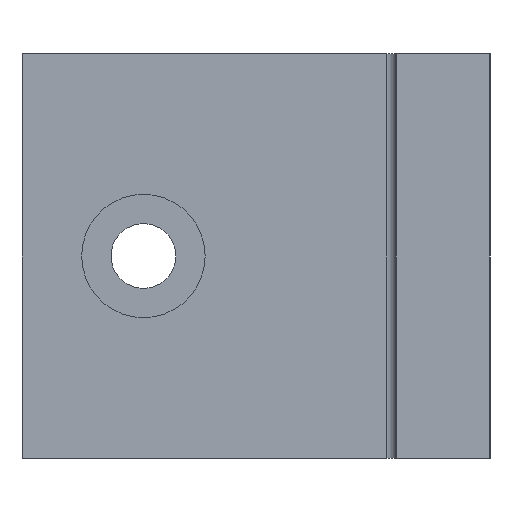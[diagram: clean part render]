
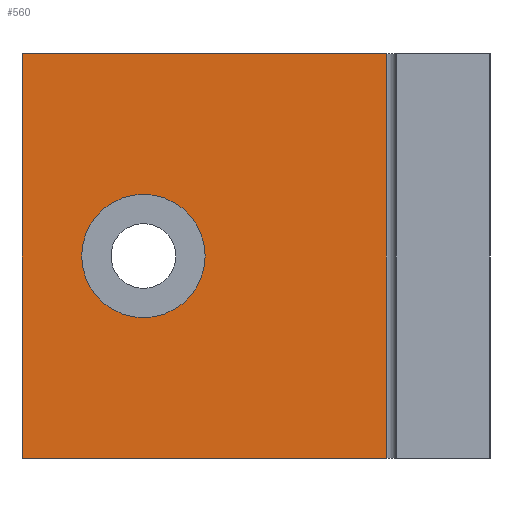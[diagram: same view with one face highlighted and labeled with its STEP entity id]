
A CAD part, left-side view. The second image highlights one B-rep face of the part: STEP entity #560.
In plain terms, the highlighted planar face has unit normal (-1, 0, 0).
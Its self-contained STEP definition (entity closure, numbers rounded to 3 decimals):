
#15=FACE_BOUND('',#81,.T.);
#26=PLANE('',#607);
#49=FACE_OUTER_BOUND('',#80,.T.);
#80=EDGE_LOOP('',(#396,#397,#398,#399));
#81=EDGE_LOOP('',(#400));
#121=LINE('',#822,#181);
#123=LINE('',#828,#183);
#124=LINE('',#830,#184);
#125=LINE('',#831,#185);
#181=VECTOR('',#660,10.);
#183=VECTOR('',#666,10.);
#184=VECTOR('',#667,10.);
#185=VECTOR('',#668,10.);
#243=CIRCLE('',#608,3.05);
#261=VERTEX_POINT('',#819);
#262=VERTEX_POINT('',#821);
#264=VERTEX_POINT('',#827);
#265=VERTEX_POINT('',#829);
#266=VERTEX_POINT('',#832);
#314=EDGE_CURVE('',#261,#262,#121,.T.);
#317=EDGE_CURVE('',#264,#261,#123,.T.);
#318=EDGE_CURVE('',#265,#264,#124,.T.);
#319=EDGE_CURVE('',#262,#265,#125,.T.);
#320=EDGE_CURVE('',#266,#266,#243,.T.);
#396=ORIENTED_EDGE('',*,*,#314,.F.);
#397=ORIENTED_EDGE('',*,*,#317,.F.);
#398=ORIENTED_EDGE('',*,*,#318,.F.);
#399=ORIENTED_EDGE('',*,*,#319,.F.);
#400=ORIENTED_EDGE('',*,*,#320,.T.);
#560=ADVANCED_FACE('',(#49,#15),#26,.T.);
#607=AXIS2_PLACEMENT_3D('',#826,#664,#665);
#608=AXIS2_PLACEMENT_3D('',#833,#669,#670);
#660=DIRECTION('',(0.,0.,-1.));
#664=DIRECTION('center_axis',(-1.,0.,0.));
#665=DIRECTION('ref_axis',(0.,-1.,0.));
#666=DIRECTION('',(0.,-1.,0.));
#667=DIRECTION('',(0.,0.,1.));
#668=DIRECTION('',(0.,1.,0.));
#669=DIRECTION('center_axis',(1.,0.,0.));
#670=DIRECTION('ref_axis',(0.,1.,0.));
#819=CARTESIAN_POINT('',(10.5,5.125,20.));
#821=CARTESIAN_POINT('',(10.5,5.125,0.));
#822=CARTESIAN_POINT('',(10.5,5.125,0.));
#826=CARTESIAN_POINT('Origin',(10.5,21.125,0.));
#827=CARTESIAN_POINT('',(10.5,23.125,20.));
#828=CARTESIAN_POINT('',(10.5,6.625,20.));
#829=CARTESIAN_POINT('',(10.5,23.125,0.));
#830=CARTESIAN_POINT('',(10.5,23.125,0.));
#831=CARTESIAN_POINT('',(10.5,6.625,0.));
#832=CARTESIAN_POINT('',(10.5,14.075,10.));
#833=CARTESIAN_POINT('Origin',(10.5,17.125,10.));
